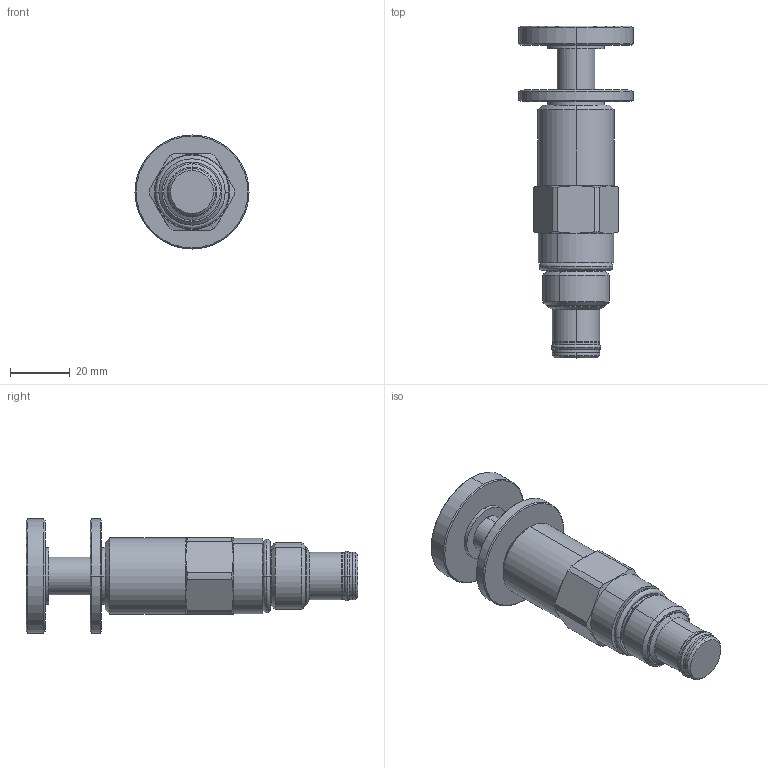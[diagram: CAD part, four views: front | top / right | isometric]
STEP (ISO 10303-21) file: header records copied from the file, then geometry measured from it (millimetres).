
FILE_DESCRIPTION((''),'2;1');
FILE_NAME('5610000_SW0002','2009-03-21T',('JCS'),(''),'PRO/ENGINEER BY PARAMETRIC TECHNOLOGY CORPORATION, 2008510','PRO/ENGINEER BY PARAMETRIC TECHNOLOGY CORPORATION, 2008510','');
FILE_SCHEMA(('CONFIG_CONTROL_DESIGN'));
Length unit declared in the file: inch
Products named in the file (1): 5610000_SW0002
Bounding box: 38.1 x 110.84 x 38.1 mm (x, y, z)
Volume: 49837 mm3; surface area: 14641.1 mm2
Topology: 3 solids, 3 shells, 158 faces, 346 edges, 205 vertices
Faces by surface type: cylinder 50, cone 44, plane 36, revolution 16, torus 12
Entity records: 4774 total; most frequent: CARTESIAN_POINT 1225, DIRECTION 778, ORIENTED_EDGE 688, EDGE_CURVE 344, AXIS2_PLACEMENT_3D 322, VERTEX_POINT 205, CIRCLE 180, EDGE_LOOP 175
